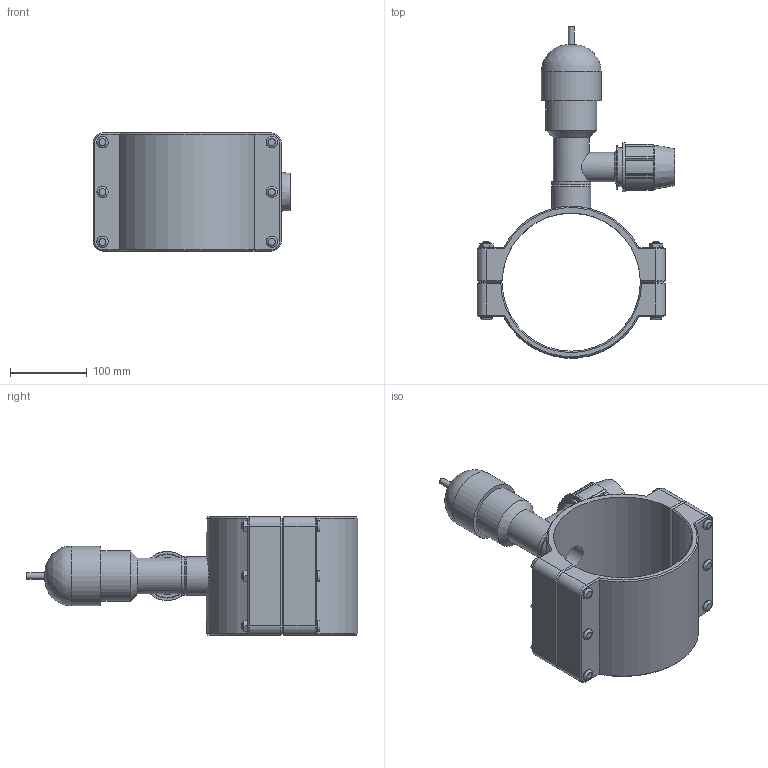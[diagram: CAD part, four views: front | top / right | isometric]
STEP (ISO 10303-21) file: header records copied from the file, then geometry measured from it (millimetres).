
FILE_DESCRIPTION(/* description */ ('PLASSON MECHANICAL TAPPING VALVE 180-32'),/* implementation_level */ '2;1');
FILE_NAME(/* name */ '186800180032.ipt.stp',/* time_stamp */ '2017-06-18T09:30:24+03:00',/* author */ ('KIM'),/* organization */ (''),/* preprocessor_version */ 'ST-DEVELOPER v15.6',/* originating_system */ 'Autodesk Inventor 2015',/* authorisation */ '');
FILE_SCHEMA (('AUTOMOTIVE_DESIGN { 1 0 10303 214 3 1 1 }'));
Length unit declared in the file: millimetre
Products named in the file (1): 186800180032
Bounding box: 257.5 x 432.65 x 154 mm (x, y, z)
Volume: 2197593.5 mm3; surface area: 335923.7 mm2
Topology: 1 solids, 1 shells, 252 faces, 597 edges, 378 vertices
Faces by surface type: plane 151, cylinder 55, cone 35, torus 10, bspline 1
Full cylindrical faces by diameter (mm): 8.19 x1, 10 x6, 15 x12, 25.6 x1, 32 x2, 38.4 x1, 38.952 x1, 46.742 x1, 48 x1, 50.638 x2, 51.2 x1, 57.6 x1, 64 x1, 66.218 x1, 77.904 x1
Entity records: 7155 total; most frequent: CARTESIAN_POINT 1534, DIRECTION 1164, ORIENTED_EDGE 1070, EDGE_CURVE 535, AXIS2_PLACEMENT_3D 420, VERTEX_POINT 371, EDGE_LOOP 350, LINE 324
